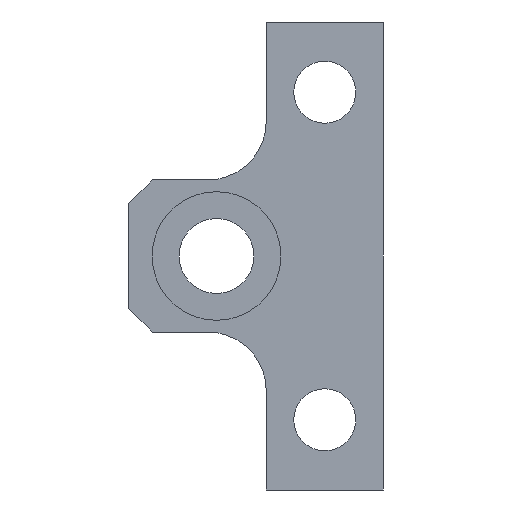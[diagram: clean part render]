
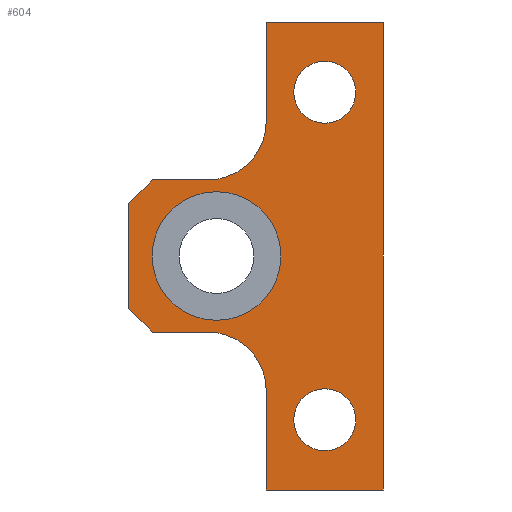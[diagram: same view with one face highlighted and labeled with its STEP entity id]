
A CAD part, front view. The second image highlights one B-rep face of the part: STEP entity #604.
In plain terms, the highlighted planar face has unit normal (0, -1, 0).
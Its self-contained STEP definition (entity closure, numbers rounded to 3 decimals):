
#4 = CARTESIAN_POINT ( 'NONE',  ( -48.75, 0., -6.5 ) ) ;
#17 = ORIENTED_EDGE ( 'NONE', *, *, #170, .T. ) ;
#22 = CARTESIAN_POINT ( 'NONE',  ( -50.75, 0., 6.5 ) ) ;
#30 = ORIENTED_EDGE ( 'NONE', *, *, #107, .T. ) ;
#36 = AXIS2_PLACEMENT_3D ( 'NONE', #136, #467, #62 ) ;
#39 = PLANE ( 'NONE',  #358 ) ;
#41 = AXIS2_PLACEMENT_3D ( 'NONE', #115, #734, #352 ) ;
#49 = CARTESIAN_POINT ( 'NONE',  ( -44., 0., 6.5 ) ) ;
#62 = DIRECTION ( 'NONE',  ( 0., 0., 1. ) ) ;
#64 = VERTEX_POINT ( 'NONE', #322 ) ;
#71 = EDGE_LOOP ( 'NONE', ( #507, #719, #917, #650, #816, #30, #360, #793, #331, #696, #310, #17 ) ) ;
#91 = FACE_BOUND ( 'NONE', #743, .T. ) ;
#98 = CARTESIAN_POINT ( 'NONE',  ( -39., 0., 6.5 ) ) ;
#107 = EDGE_CURVE ( 'NONE', #641, #540, #283, .T. ) ;
#115 = CARTESIAN_POINT ( 'NONE',  ( -34., 0., -14. ) ) ;
#119 = VERTEX_POINT ( 'NONE', #366 ) ;
#124 = AXIS2_PLACEMENT_3D ( 'NONE', #977, #692, #529 ) ;
#129 = DIRECTION ( 'NONE',  ( 1., 0., 0. ) ) ;
#133 = CARTESIAN_POINT ( 'NONE',  ( -50.75, 0., -6.5 ) ) ;
#136 = CARTESIAN_POINT ( 'NONE',  ( -44., 0., 11.5 ) ) ;
#152 = EDGE_CURVE ( 'NONE', #414, #852, #266, .T. ) ;
#161 = DIRECTION ( 'NONE',  ( 1., 0., 0. ) ) ;
#170 = EDGE_CURVE ( 'NONE', #368, #479, #621, .T. ) ;
#171 = VERTEX_POINT ( 'NONE', #49 ) ;
#183 = CARTESIAN_POINT ( 'NONE',  ( -29., 0., 6.5 ) ) ;
#186 = LINE ( 'NONE', #98, #472 ) ;
#197 = CARTESIAN_POINT ( 'NONE',  ( -39., 0., -20. ) ) ;
#210 = CARTESIAN_POINT ( 'NONE',  ( -39., 0., -11.5 ) ) ;
#214 = DIRECTION ( 'NONE',  ( 0., 0., 1. ) ) ;
#216 = CARTESIAN_POINT ( 'NONE',  ( -34., 0., 11.35 ) ) ;
#220 = EDGE_CURVE ( 'NONE', #995, #119, #835, .T. ) ;
#223 = VECTOR ( 'NONE', #268, 1000. ) ;
#235 = CARTESIAN_POINT ( 'NONE',  ( -48.75, 0., 6.5 ) ) ;
#266 = CIRCLE ( 'NONE', #739, 5.5 ) ;
#268 = DIRECTION ( 'NONE',  ( 0., 0., -1. ) ) ;
#283 = LINE ( 'NONE', #343, #548 ) ;
#286 = CARTESIAN_POINT ( 'NONE',  ( -29., 0., -20. ) ) ;
#292 = ORIENTED_EDGE ( 'NONE', *, *, #838, .F. ) ;
#306 = VERTEX_POINT ( 'NONE', #4 ) ;
#309 = CIRCLE ( 'NONE', #875, 5. ) ;
#310 = ORIENTED_EDGE ( 'NONE', *, *, #565, .F. ) ;
#311 = VECTOR ( 'NONE', #129, 1000. ) ;
#313 = CARTESIAN_POINT ( 'NONE',  ( -43.25, 0., 5.5 ) ) ;
#322 = CARTESIAN_POINT ( 'NONE',  ( -34., 0., 16.65 ) ) ;
#324 = CIRCLE ( 'NONE', #388, 2.65 ) ;
#327 = CARTESIAN_POINT ( 'NONE',  ( -50.75, 0., 4.5 ) ) ;
#331 = ORIENTED_EDGE ( 'NONE', *, *, #569, .F. ) ;
#343 = CARTESIAN_POINT ( 'NONE',  ( -29., 0., -20. ) ) ;
#347 = DIRECTION ( 'NONE',  ( 0., 1., 0. ) ) ;
#352 = DIRECTION ( 'NONE',  ( 0., 0., 1. ) ) ;
#358 = AXIS2_PLACEMENT_3D ( 'NONE', #22, #347, #588 ) ;
#360 = ORIENTED_EDGE ( 'NONE', *, *, #587, .F. ) ;
#364 = CARTESIAN_POINT ( 'NONE',  ( -34., 0., -16.65 ) ) ;
#366 = CARTESIAN_POINT ( 'NONE',  ( -34., 0., -11.35 ) ) ;
#368 = VERTEX_POINT ( 'NONE', #519 ) ;
#373 = EDGE_LOOP ( 'NONE', ( #292, #376 ) ) ;
#376 = ORIENTED_EDGE ( 'NONE', *, *, #595, .F. ) ;
#385 = DIRECTION ( 'NONE',  ( 0., -1., 0. ) ) ;
#388 = AXIS2_PLACEMENT_3D ( 'NONE', #957, #663, #887 ) ;
#390 = VERTEX_POINT ( 'NONE', #210 ) ;
#404 = LINE ( 'NONE', #571, #613 ) ;
#408 = EDGE_CURVE ( 'NONE', #600, #306, #703, .T. ) ;
#410 = VECTOR ( 'NONE', #777, 1000. ) ;
#414 = VERTEX_POINT ( 'NONE', #553 ) ;
#415 = ORIENTED_EDGE ( 'NONE', *, *, #997, .F. ) ;
#416 = EDGE_CURVE ( 'NONE', #802, #171, #694, .T. ) ;
#427 = LINE ( 'NONE', #183, #223 ) ;
#460 = DIRECTION ( 'NONE',  ( 0., 1., 0. ) ) ;
#467 = DIRECTION ( 'NONE',  ( 0., 1., 0. ) ) ;
#468 = DIRECTION ( 'NONE',  ( 0., 0., -1. ) ) ;
#472 = VECTOR ( 'NONE', #512, 1000. ) ;
#479 = VERTEX_POINT ( 'NONE', #327 ) ;
#485 = DIRECTION ( 'NONE',  ( 0., 0., 1. ) ) ;
#486 = DIRECTION ( 'NONE',  ( 1., 0., 0. ) ) ;
#488 = VERTEX_POINT ( 'NONE', #805 ) ;
#507 = ORIENTED_EDGE ( 'NONE', *, *, #550, .T. ) ;
#512 = DIRECTION ( 'NONE',  ( 0., 0., 1. ) ) ;
#516 = FACE_BOUND ( 'NONE', #628, .T. ) ;
#519 = CARTESIAN_POINT ( 'NONE',  ( -48.75, 0., 6.5 ) ) ;
#526 = CARTESIAN_POINT ( 'NONE',  ( -50.75, 0., -4.5 ) ) ;
#529 = DIRECTION ( 'NONE',  ( 0., 0., -1. ) ) ;
#540 = VERTEX_POINT ( 'NONE', #286 ) ;
#548 = VECTOR ( 'NONE', #817, 1000. ) ;
#550 = EDGE_CURVE ( 'NONE', #479, #600, #706, .T. ) ;
#552 = DIRECTION ( 'NONE',  ( 0., 0., 1. ) ) ;
#553 = CARTESIAN_POINT ( 'NONE',  ( -43.25, 0., -5.5 ) ) ;
#554 = VERTEX_POINT ( 'NONE', #623 ) ;
#559 = CARTESIAN_POINT ( 'NONE',  ( -50.75, 0., 6.5 ) ) ;
#564 = AXIS2_PLACEMENT_3D ( 'NONE', #858, #385, #214 ) ;
#565 = EDGE_CURVE ( 'NONE', #368, #171, #946, .T. ) ;
#569 = EDGE_CURVE ( 'NONE', #802, #889, #790, .T. ) ;
#571 = CARTESIAN_POINT ( 'NONE',  ( -50.75, 0., 20. ) ) ;
#587 = EDGE_CURVE ( 'NONE', #554, #540, #427, .T. ) ;
#588 = DIRECTION ( 'NONE',  ( 0., 0., 1. ) ) ;
#595 = EDGE_CURVE ( 'NONE', #657, #64, #324, .T. ) ;
#597 = CIRCLE ( 'NONE', #124, 5.5 ) ;
#600 = VERTEX_POINT ( 'NONE', #882 ) ;
#604 = ADVANCED_FACE ( 'NONE', ( #898, #91, #516, #735 ), #39, .F. ) ;
#613 = VECTOR ( 'NONE', #486, 1000. ) ;
#621 = LINE ( 'NONE', #235, #637 ) ;
#622 = LINE ( 'NONE', #133, #311 ) ;
#623 = CARTESIAN_POINT ( 'NONE',  ( -29., 0., 20. ) ) ;
#625 = CARTESIAN_POINT ( 'NONE',  ( -43.25, 0., 0. ) ) ;
#628 = EDGE_LOOP ( 'NONE', ( #714, #982 ) ) ;
#632 = DIRECTION ( 'NONE',  ( 0.707, 0., -0.707 ) ) ;
#637 = VECTOR ( 'NONE', #789, 1000. ) ;
#641 = VERTEX_POINT ( 'NONE', #197 ) ;
#646 = VECTOR ( 'NONE', #161, 1000. ) ;
#647 = CIRCLE ( 'NONE', #893, 2.65 ) ;
#650 = ORIENTED_EDGE ( 'NONE', *, *, #689, .T. ) ;
#657 = VERTEX_POINT ( 'NONE', #216 ) ;
#663 = DIRECTION ( 'NONE',  ( 0., -1., 0. ) ) ;
#676 = VECTOR ( 'NONE', #632, 1000. ) ;
#689 = EDGE_CURVE ( 'NONE', #488, #390, #309, .T. ) ;
#692 = DIRECTION ( 'NONE',  ( 0., -1., 0. ) ) ;
#694 = CIRCLE ( 'NONE', #36, 5. ) ;
#696 = ORIENTED_EDGE ( 'NONE', *, *, #416, .T. ) ;
#703 = LINE ( 'NONE', #526, #676 ) ;
#706 = LINE ( 'NONE', #559, #410 ) ;
#709 = CIRCLE ( 'NONE', #564, 2.65 ) ;
#714 = ORIENTED_EDGE ( 'NONE', *, *, #972, .F. ) ;
#717 = CARTESIAN_POINT ( 'NONE',  ( -44., 0., -11.5 ) ) ;
#719 = ORIENTED_EDGE ( 'NONE', *, *, #408, .T. ) ;
#722 = CARTESIAN_POINT ( 'NONE',  ( -34., 0., -14. ) ) ;
#729 = CARTESIAN_POINT ( 'NONE',  ( -39., 0., 6.5 ) ) ;
#734 = DIRECTION ( 'NONE',  ( 0., -1., 0. ) ) ;
#735 = FACE_BOUND ( 'NONE', #373, .T. ) ;
#739 = AXIS2_PLACEMENT_3D ( 'NONE', #625, #844, #468 ) ;
#742 = CARTESIAN_POINT ( 'NONE',  ( -39., 0., 11.5 ) ) ;
#743 = EDGE_LOOP ( 'NONE', ( #884, #415 ) ) ;
#755 = DIRECTION ( 'NONE',  ( 0., 0., 1. ) ) ;
#761 = VECTOR ( 'NONE', #485, 1000. ) ;
#777 = DIRECTION ( 'NONE',  ( 0., 0., -1. ) ) ;
#789 = DIRECTION ( 'NONE',  ( -0.707, 0., -0.707 ) ) ;
#790 = LINE ( 'NONE', #729, #761 ) ;
#793 = ORIENTED_EDGE ( 'NONE', *, *, #904, .F. ) ;
#797 = EDGE_CURVE ( 'NONE', #641, #390, #186, .T. ) ;
#802 = VERTEX_POINT ( 'NONE', #742 ) ;
#805 = CARTESIAN_POINT ( 'NONE',  ( -44., 0., -6.5 ) ) ;
#810 = DIRECTION ( 'NONE',  ( 0., -1., 0. ) ) ;
#816 = ORIENTED_EDGE ( 'NONE', *, *, #797, .F. ) ;
#817 = DIRECTION ( 'NONE',  ( 1., 0., 0. ) ) ;
#821 = EDGE_CURVE ( 'NONE', #306, #488, #622, .T. ) ;
#835 = CIRCLE ( 'NONE', #41, 2.65 ) ;
#838 = EDGE_CURVE ( 'NONE', #64, #657, #709, .T. ) ;
#844 = DIRECTION ( 'NONE',  ( 0., -1., 0. ) ) ;
#852 = VERTEX_POINT ( 'NONE', #313 ) ;
#858 = CARTESIAN_POINT ( 'NONE',  ( -34., 0., 14. ) ) ;
#867 = CARTESIAN_POINT ( 'NONE',  ( -50.75, 0., 6.5 ) ) ;
#875 = AXIS2_PLACEMENT_3D ( 'NONE', #717, #460, #552 ) ;
#882 = CARTESIAN_POINT ( 'NONE',  ( -50.75, 0., -4.5 ) ) ;
#884 = ORIENTED_EDGE ( 'NONE', *, *, #152, .F. ) ;
#887 = DIRECTION ( 'NONE',  ( 0., 0., 1. ) ) ;
#889 = VERTEX_POINT ( 'NONE', #947 ) ;
#893 = AXIS2_PLACEMENT_3D ( 'NONE', #722, #810, #755 ) ;
#898 = FACE_OUTER_BOUND ( 'NONE', #71, .T. ) ;
#904 = EDGE_CURVE ( 'NONE', #889, #554, #404, .T. ) ;
#917 = ORIENTED_EDGE ( 'NONE', *, *, #821, .T. ) ;
#946 = LINE ( 'NONE', #867, #646 ) ;
#947 = CARTESIAN_POINT ( 'NONE',  ( -39., 0., 20. ) ) ;
#957 = CARTESIAN_POINT ( 'NONE',  ( -34., 0., 14. ) ) ;
#972 = EDGE_CURVE ( 'NONE', #119, #995, #647, .T. ) ;
#977 = CARTESIAN_POINT ( 'NONE',  ( -43.25, 0., 0. ) ) ;
#982 = ORIENTED_EDGE ( 'NONE', *, *, #220, .F. ) ;
#995 = VERTEX_POINT ( 'NONE', #364 ) ;
#997 = EDGE_CURVE ( 'NONE', #852, #414, #597, .T. ) ;
